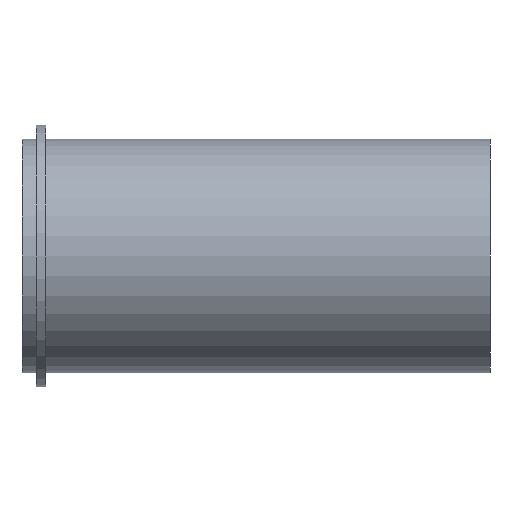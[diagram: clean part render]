
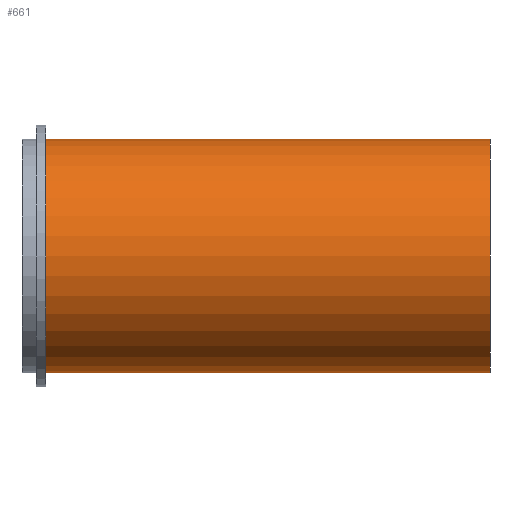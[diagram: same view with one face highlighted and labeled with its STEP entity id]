
A CAD part, left-side view. The second image highlights one B-rep face of the part: STEP entity #661.
In plain terms, the highlighted cylindrical face has radius 12.696 mm (diameter 25.392 mm), a partial arc.
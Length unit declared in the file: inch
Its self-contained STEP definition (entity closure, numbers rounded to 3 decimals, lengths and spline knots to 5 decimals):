
#53 = AXIS2_PLACEMENT_3D ( 'NONE', #195, #931, #297 ) ;
#54 = DIRECTION ( 'NONE',  ( 0., -1., 0. ) ) ;
#99 = VECTOR ( 'NONE', #771, 39.37008 ) ;
#126 = ORIENTED_EDGE ( 'NONE', *, *, #1011, .F. ) ;
#195 = CARTESIAN_POINT ( 'NONE',  ( 0., 1.898, 0. ) ) ;
#237 = FACE_OUTER_BOUND ( 'NONE', #747, .T. ) ;
#271 = DIRECTION ( 'NONE',  ( 0., 1., 0. ) ) ;
#291 = CARTESIAN_POINT ( 'NONE',  ( 0., 2., 0. ) ) ;
#294 = CIRCLE ( 'NONE', #1044, 0.49985 ) ;
#297 = DIRECTION ( 'NONE',  ( 0., 0., -1. ) ) ;
#319 = VECTOR ( 'NONE', #54, 39.37008 ) ;
#353 = ORIENTED_EDGE ( 'NONE', *, *, #553, .T. ) ;
#369 = VERTEX_POINT ( 'NONE', #531 ) ;
#457 = CARTESIAN_POINT ( 'NONE',  ( 0., 2., -0.49985 ) ) ;
#531 = CARTESIAN_POINT ( 'NONE',  ( 0., 1.898, 0.49985 ) ) ;
#553 = EDGE_CURVE ( 'NONE', #782, #650, #684, .T. ) ;
#631 = VERTEX_POINT ( 'NONE', #1121 ) ;
#650 = VERTEX_POINT ( 'NONE', #1246 ) ;
#661 = ADVANCED_FACE ( 'NONE', ( #237 ), #761, .T. ) ;
#684 = LINE ( 'NONE', #457, #99 ) ;
#704 = CARTESIAN_POINT ( 'NONE',  ( 0., 1.898, -0.49985 ) ) ;
#709 = AXIS2_PLACEMENT_3D ( 'NONE', #291, #813, #1029 ) ;
#747 = EDGE_LOOP ( 'NONE', ( #126, #1103, #353, #877 ) ) ;
#761 = CYLINDRICAL_SURFACE ( 'NONE', #709, 0.49985 ) ;
#771 = DIRECTION ( 'NONE',  ( 0., -1., 0. ) ) ;
#782 = VERTEX_POINT ( 'NONE', #704 ) ;
#813 = DIRECTION ( 'NONE',  ( 0., -1., 0. ) ) ;
#832 = EDGE_CURVE ( 'NONE', #369, #782, #919, .T. ) ;
#877 = ORIENTED_EDGE ( 'NONE', *, *, #1081, .T. ) ;
#901 = CARTESIAN_POINT ( 'NONE',  ( 0., 0., 0. ) ) ;
#919 = CIRCLE ( 'NONE', #53, 0.49985 ) ;
#931 = DIRECTION ( 'NONE',  ( 0., -1., 0. ) ) ;
#1011 = EDGE_CURVE ( 'NONE', #369, #631, #1204, .T. ) ;
#1012 = DIRECTION ( 'NONE',  ( 0., 0., 1. ) ) ;
#1029 = DIRECTION ( 'NONE',  ( 0., 0., -1. ) ) ;
#1044 = AXIS2_PLACEMENT_3D ( 'NONE', #901, #271, #1012 ) ;
#1081 = EDGE_CURVE ( 'NONE', #650, #631, #294, .T. ) ;
#1103 = ORIENTED_EDGE ( 'NONE', *, *, #832, .T. ) ;
#1121 = CARTESIAN_POINT ( 'NONE',  ( 0., 0., 0.49985 ) ) ;
#1204 = LINE ( 'NONE', #1317, #319 ) ;
#1246 = CARTESIAN_POINT ( 'NONE',  ( 0., 0., -0.49985 ) ) ;
#1317 = CARTESIAN_POINT ( 'NONE',  ( 0., 2., 0.49985 ) ) ;
